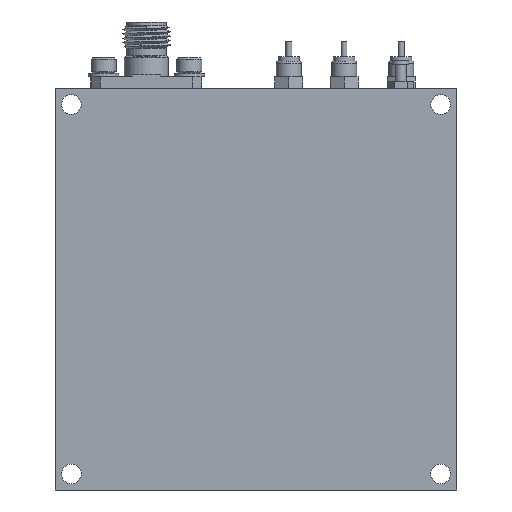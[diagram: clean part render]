
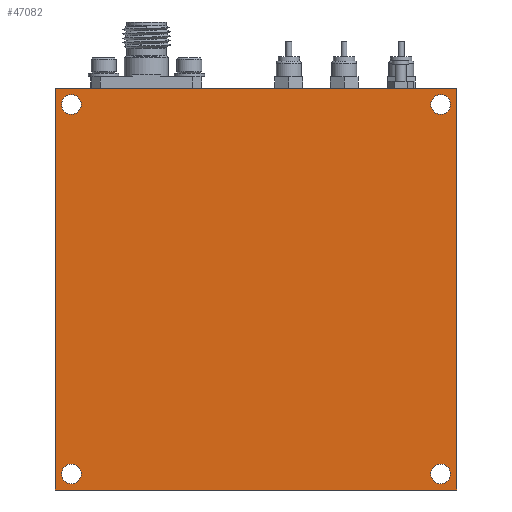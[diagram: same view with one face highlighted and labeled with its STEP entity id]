
A CAD part, front view. The second image highlights one B-rep face of the part: STEP entity #47082.
In plain terms, the highlighted planar face has unit normal (0, -1, 0).
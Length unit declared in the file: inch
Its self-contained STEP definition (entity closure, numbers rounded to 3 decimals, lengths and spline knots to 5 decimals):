
#238 = CARTESIAN_POINT ( 'NONE',  ( 0.8979, -0.34404, 1.02804 ) ) ;
#264 = CARTESIAN_POINT ( 'NONE',  ( 0.8979, -0.34404, 1.02804 ) ) ;
#423 = DIRECTION ( 'NONE',  ( 1., 0., 0. ) ) ;
#2097 = AXIS2_PLACEMENT_3D ( 'NONE', #18822, #28506, #34187 ) ;
#2366 = DIRECTION ( 'NONE',  ( 0., 0., 1. ) ) ;
#2853 = DIRECTION ( 'NONE',  ( 0., 0., -1. ) ) ;
#3313 = CIRCLE ( 'NONE', #31242, 0.05512 ) ;
#3530 = EDGE_CURVE ( 'NONE', #20284, #64467, #44390, .T. ) ;
#4012 = AXIS2_PLACEMENT_3D ( 'NONE', #12165, #62226, #11504 ) ;
#5023 = CARTESIAN_POINT ( 'NONE',  ( -1.35406, -0.34404, 1.02804 ) ) ;
#6234 = VECTOR ( 'NONE', #49973, 39.37008 ) ;
#6724 = EDGE_CURVE ( 'NONE', #17402, #31646, #3313, .T. ) ;
#7743 = EDGE_LOOP ( 'NONE', ( #46108, #49163 ) ) ;
#8095 = DIRECTION ( 'NONE',  ( 0., 1., 0. ) ) ;
#8881 = FACE_BOUND ( 'NONE', #7743, .T. ) ;
#9331 = EDGE_CURVE ( 'NONE', #35877, #52841, #35309, .T. ) ;
#9503 = AXIS2_PLACEMENT_3D ( 'NONE', #46755, #62571, #2853 ) ;
#10011 = VECTOR ( 'NONE', #30753, 39.37008 ) ;
#10178 = LINE ( 'NONE', #29364, #6234 ) ;
#10202 = EDGE_CURVE ( 'NONE', #64467, #20284, #62576, .T. ) ;
#10558 = CIRCLE ( 'NONE', #54013, 0.05512 ) ;
#10607 = EDGE_CURVE ( 'NONE', #37946, #50406, #46874, .T. ) ;
#10714 = EDGE_LOOP ( 'NONE', ( #45543, #50534, #64995, #58431 ) ) ;
#11246 = CARTESIAN_POINT ( 'NONE',  ( 0.8979, -0.34404, -1.22393 ) ) ;
#11503 = ORIENTED_EDGE ( 'NONE', *, *, #6724, .T. ) ;
#11504 = DIRECTION ( 'NONE',  ( 0., 0., 1. ) ) ;
#11560 = VECTOR ( 'NONE', #46028, 39.37008 ) ;
#12165 = CARTESIAN_POINT ( 'NONE',  ( -1.26351, -0.34404, -1.13338 ) ) ;
#13581 = FACE_OUTER_BOUND ( 'NONE', #10714, .T. ) ;
#14341 = FACE_BOUND ( 'NONE', #20421, .T. ) ;
#16254 = CARTESIAN_POINT ( 'NONE',  ( -1.35406, -0.34404, -1.22393 ) ) ;
#17402 = VERTEX_POINT ( 'NONE', #28109 ) ;
#18822 = CARTESIAN_POINT ( 'NONE',  ( 0.80735, -0.34404, 0.93749 ) ) ;
#19160 = CARTESIAN_POINT ( 'NONE',  ( 0.80735, -0.34404, -1.07826 ) ) ;
#20284 = VERTEX_POINT ( 'NONE', #64037 ) ;
#20421 = EDGE_LOOP ( 'NONE', ( #31678, #11503 ) ) ;
#21256 = CARTESIAN_POINT ( 'NONE',  ( 0.80735, -0.34404, 0.99261 ) ) ;
#28109 = CARTESIAN_POINT ( 'NONE',  ( 0.80735, -0.34404, -1.18849 ) ) ;
#28506 = DIRECTION ( 'NONE',  ( 0., 1., 0. ) ) ;
#29167 = DIRECTION ( 'NONE',  ( 0., 0., 1. ) ) ;
#29364 = CARTESIAN_POINT ( 'NONE',  ( -1.35406, -0.34404, -1.22393 ) ) ;
#29819 = AXIS2_PLACEMENT_3D ( 'NONE', #53273, #43758, #63164 ) ;
#29948 = ORIENTED_EDGE ( 'NONE', *, *, #9331, .T. ) ;
#30448 = DIRECTION ( 'NONE',  ( 0., 1., 0. ) ) ;
#30753 = DIRECTION ( 'NONE',  ( 0., 0., -1. ) ) ;
#30942 = EDGE_CURVE ( 'NONE', #38880, #37946, #45698, .T. ) ;
#31242 = AXIS2_PLACEMENT_3D ( 'NONE', #33089, #8095, #57854 ) ;
#31646 = VERTEX_POINT ( 'NONE', #19160 ) ;
#31678 = ORIENTED_EDGE ( 'NONE', *, *, #44884, .T. ) ;
#31695 = EDGE_LOOP ( 'NONE', ( #64505, #47756 ) ) ;
#31961 = DIRECTION ( 'NONE',  ( 0., 1., 0. ) ) ;
#32455 = CIRCLE ( 'NONE', #45993, 0.05512 ) ;
#33089 = CARTESIAN_POINT ( 'NONE',  ( 0.80735, -0.34404, -1.13338 ) ) ;
#33861 = PLANE ( 'NONE',  #9503 ) ;
#34187 = DIRECTION ( 'NONE',  ( 0., 0., 1. ) ) ;
#34978 = CIRCLE ( 'NONE', #4012, 0.05512 ) ;
#35309 = CIRCLE ( 'NONE', #38162, 0.05512 ) ;
#35877 = VERTEX_POINT ( 'NONE', #41991 ) ;
#37650 = DIRECTION ( 'NONE',  ( 0., 1., 0. ) ) ;
#37812 = VECTOR ( 'NONE', #423, 39.37008 ) ;
#37946 = VERTEX_POINT ( 'NONE', #238 ) ;
#38162 = AXIS2_PLACEMENT_3D ( 'NONE', #45566, #30448, #65118 ) ;
#38880 = VERTEX_POINT ( 'NONE', #48314 ) ;
#40104 = EDGE_CURVE ( 'NONE', #52205, #60200, #55631, .T. ) ;
#41091 = CARTESIAN_POINT ( 'NONE',  ( -1.26351, -0.34404, 0.88237 ) ) ;
#41991 = CARTESIAN_POINT ( 'NONE',  ( -1.26351, -0.34404, -1.18849 ) ) ;
#43758 = DIRECTION ( 'NONE',  ( 0., 1., 0. ) ) ;
#44390 = CIRCLE ( 'NONE', #29819, 0.05512 ) ;
#44657 = EDGE_CURVE ( 'NONE', #60200, #52205, #10558, .T. ) ;
#44884 = EDGE_CURVE ( 'NONE', #31646, #17402, #32455, .T. ) ;
#45543 = ORIENTED_EDGE ( 'NONE', *, *, #54422, .F. ) ;
#45566 = CARTESIAN_POINT ( 'NONE',  ( -1.26351, -0.34404, -1.13338 ) ) ;
#45698 = LINE ( 'NONE', #5023, #37812 ) ;
#45993 = AXIS2_PLACEMENT_3D ( 'NONE', #47123, #37650, #2366 ) ;
#46028 = DIRECTION ( 'NONE',  ( 0., 0., 1. ) ) ;
#46108 = ORIENTED_EDGE ( 'NONE', *, *, #3530, .T. ) ;
#46755 = CARTESIAN_POINT ( 'NONE',  ( -1.35406, -0.34404, 1.02804 ) ) ;
#46874 = LINE ( 'NONE', #264, #10011 ) ;
#47082 = ADVANCED_FACE ( 'NONE', ( #64594, #14341, #51242, #8881, #13581 ), #33861, .T. ) ;
#47123 = CARTESIAN_POINT ( 'NONE',  ( 0.80735, -0.34404, -1.13338 ) ) ;
#47756 = ORIENTED_EDGE ( 'NONE', *, *, #44657, .T. ) ;
#47919 = VERTEX_POINT ( 'NONE', #16254 ) ;
#48314 = CARTESIAN_POINT ( 'NONE',  ( -1.35406, -0.34404, 1.02804 ) ) ;
#49163 = ORIENTED_EDGE ( 'NONE', *, *, #10202, .T. ) ;
#49788 = CARTESIAN_POINT ( 'NONE',  ( -1.26351, -0.34404, -1.07826 ) ) ;
#49939 = EDGE_LOOP ( 'NONE', ( #59146, #29948 ) ) ;
#49973 = DIRECTION ( 'NONE',  ( -1., 0., 0. ) ) ;
#50406 = VERTEX_POINT ( 'NONE', #11246 ) ;
#50534 = ORIENTED_EDGE ( 'NONE', *, *, #61931, .F. ) ;
#51242 = FACE_BOUND ( 'NONE', #31695, .T. ) ;
#52205 = VERTEX_POINT ( 'NONE', #21256 ) ;
#52384 = DIRECTION ( 'NONE',  ( 0., 0., 1. ) ) ;
#52841 = VERTEX_POINT ( 'NONE', #49788 ) ;
#53273 = CARTESIAN_POINT ( 'NONE',  ( -1.26351, -0.34404, 0.93749 ) ) ;
#54013 = AXIS2_PLACEMENT_3D ( 'NONE', #64499, #59233, #29167 ) ;
#54217 = CARTESIAN_POINT ( 'NONE',  ( -1.35406, -0.34404, 1.02804 ) ) ;
#54422 = EDGE_CURVE ( 'NONE', #47919, #38880, #55534, .T. ) ;
#54659 = AXIS2_PLACEMENT_3D ( 'NONE', #62280, #31961, #52384 ) ;
#55394 = EDGE_CURVE ( 'NONE', #52841, #35877, #34978, .T. ) ;
#55534 = LINE ( 'NONE', #54217, #11560 ) ;
#55631 = CIRCLE ( 'NONE', #2097, 0.05512 ) ;
#57854 = DIRECTION ( 'NONE',  ( 0., 0., 1. ) ) ;
#58431 = ORIENTED_EDGE ( 'NONE', *, *, #30942, .F. ) ;
#59146 = ORIENTED_EDGE ( 'NONE', *, *, #55394, .T. ) ;
#59233 = DIRECTION ( 'NONE',  ( 0., 1., 0. ) ) ;
#60200 = VERTEX_POINT ( 'NONE', #61378 ) ;
#61378 = CARTESIAN_POINT ( 'NONE',  ( 0.80735, -0.34404, 0.88237 ) ) ;
#61931 = EDGE_CURVE ( 'NONE', #50406, #47919, #10178, .T. ) ;
#62226 = DIRECTION ( 'NONE',  ( 0., 1., 0. ) ) ;
#62280 = CARTESIAN_POINT ( 'NONE',  ( -1.26351, -0.34404, 0.93749 ) ) ;
#62571 = DIRECTION ( 'NONE',  ( 0., -1., 0. ) ) ;
#62576 = CIRCLE ( 'NONE', #54659, 0.05512 ) ;
#63164 = DIRECTION ( 'NONE',  ( 0., 0., 1. ) ) ;
#64037 = CARTESIAN_POINT ( 'NONE',  ( -1.26351, -0.34404, 0.99261 ) ) ;
#64467 = VERTEX_POINT ( 'NONE', #41091 ) ;
#64499 = CARTESIAN_POINT ( 'NONE',  ( 0.80735, -0.34404, 0.93749 ) ) ;
#64505 = ORIENTED_EDGE ( 'NONE', *, *, #40104, .T. ) ;
#64594 = FACE_BOUND ( 'NONE', #49939, .T. ) ;
#64995 = ORIENTED_EDGE ( 'NONE', *, *, #10607, .F. ) ;
#65118 = DIRECTION ( 'NONE',  ( 0., 0., 1. ) ) ;
